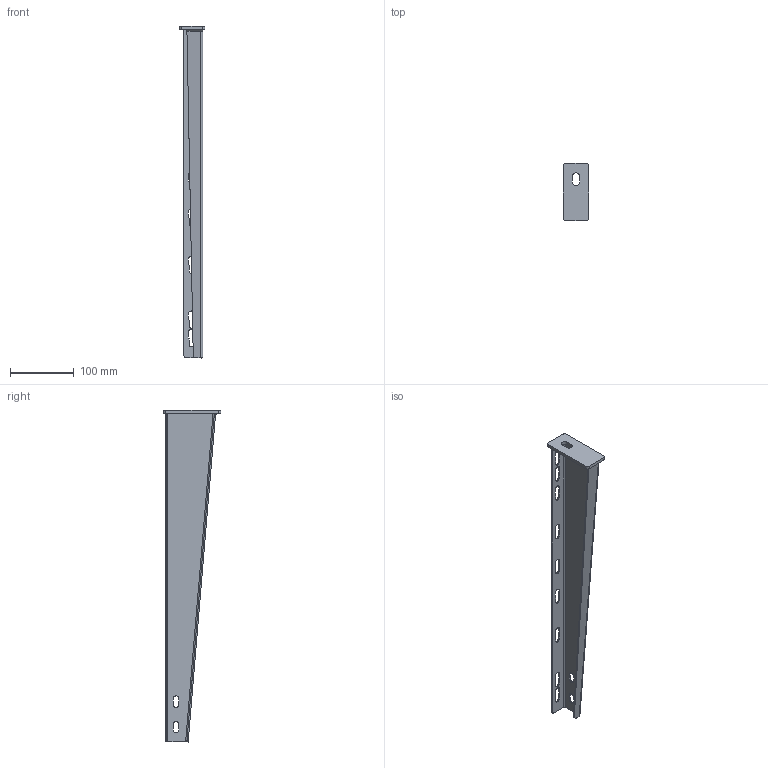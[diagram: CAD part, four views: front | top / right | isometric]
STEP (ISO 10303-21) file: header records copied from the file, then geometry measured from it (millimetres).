
FILE_DESCRIPTION((''),'2;1');
FILE_NAME('712050_ASM','2020-04-30T13:09:20',('tomasz.grudniewski'),(''),'CREO PARAMETRIC BY PTC INC, 2018400','CREO PARAMETRIC BY PTC INC, 2018400','');
FILE_SCHEMA(('CONFIG_CONTROL_DESIGN'));
Length unit declared in the file: millimetre
Products named in the file (3): PODSTAWA_40X90_PRT; WMCN_RAMIE_500_PRT; 712050_ASM
Assembly tree (2 placements, depth 2):
  712050_ASM
    PODSTAWA_40X90_PRT
    WMCN_RAMIE_500_PRT
Bounding box: 40 x 90 x 520.18 mm (x, y, z)
Volume: 116720.6 mm3; surface area: 112423.1 mm2
Topology: 2 solids, 3 shells, 123 faces, 342 edges, 224 vertices
Faces by surface type: plane 85, cylinder 34, bspline 3, cone 1
Entity records: 4159 total; most frequent: CARTESIAN_POINT 844, ORIENTED_EDGE 672, DIRECTION 651, EDGE_CURVE 342, VECTOR 269, LINE 269, VERTEX_POINT 224, AXIS2_PLACEMENT_3D 191
